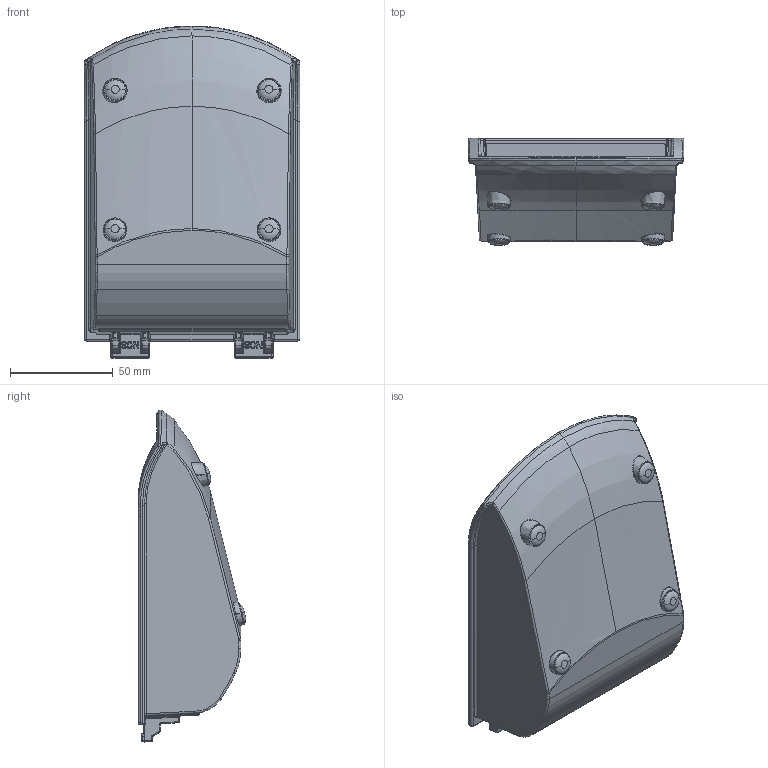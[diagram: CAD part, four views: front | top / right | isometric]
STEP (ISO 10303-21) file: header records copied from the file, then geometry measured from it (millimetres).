
FILE_DESCRIPTION (( 'STEP AP203' ), '1' );
FILE_NAME ('061MGT2D391N08.STEP', '2016-11-17T13:55:27', ( '' ), ( '' ), 'SwSTEP 2.0', 'SolidWorks 2016', '' );
FILE_SCHEMA (( 'CONFIG_CONTROL_DESIGN' ));
Products named in the file (1): 061MGT2D391N08
Bounding box: 105 x 52.33 x 161.73 mm (x, y, z)
Volume: 90179.5 mm3; surface area: 70051 mm2
Topology: 7 solids, 7 shells, 1096 faces, 2663 edges, 1534 vertices
Faces by surface type: bspline 412, cylinder 369, plane 217, sphere 62, cone 26, torus 10
Entity records: 47846 total; most frequent: CARTESIAN_POINT 26269, ORIENTED_EDGE 5162, DIRECTION 3527, EDGE_CURVE 2581, VERTEX_POINT 1534, AXIS2_PLACEMENT_3D 1279, EDGE_LOOP 1131, FACE_OUTER_BOUND 1096
